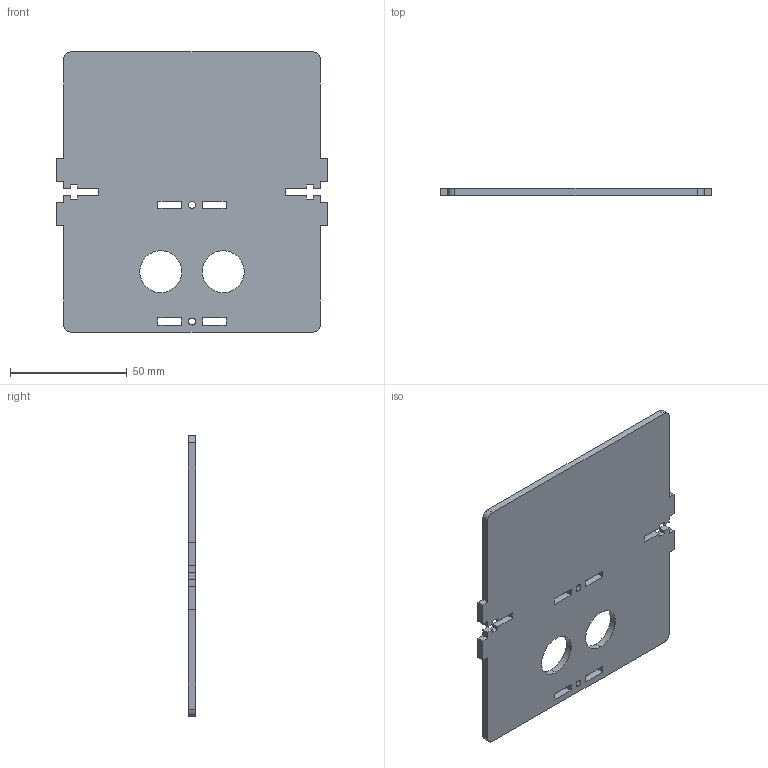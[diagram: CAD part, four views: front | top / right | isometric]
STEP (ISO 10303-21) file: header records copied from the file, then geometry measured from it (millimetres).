
FILE_DESCRIPTION (( 'STEP AP214' ), '1' );
FILE_NAME ('front.STEP', '2022-11-02T22:36:47', ( '' ), ( '' ), 'SwSTEP 2.0', 'SolidWorks 2021', '' );
FILE_SCHEMA (( 'AUTOMOTIVE_DESIGN' ));
Length unit declared in the file: millimetre
Products named in the file (1): front
Bounding box: 116 x 3 x 120 mm (x, y, z)
Volume: 37667.9 mm3; surface area: 27477.1 mm2
Topology: 1 solids, 1 shells, 74 faces, 216 edges, 144 vertices
Faces by surface type: plane 62, cylinder 12
Entity records: 2490 total; most frequent: CARTESIAN_POINT 435, ORIENTED_EDGE 432, DIRECTION 390, EDGE_CURVE 216, VECTOR 192, LINE 192, VERTEX_POINT 144, AXIS2_PLACEMENT_3D 99
